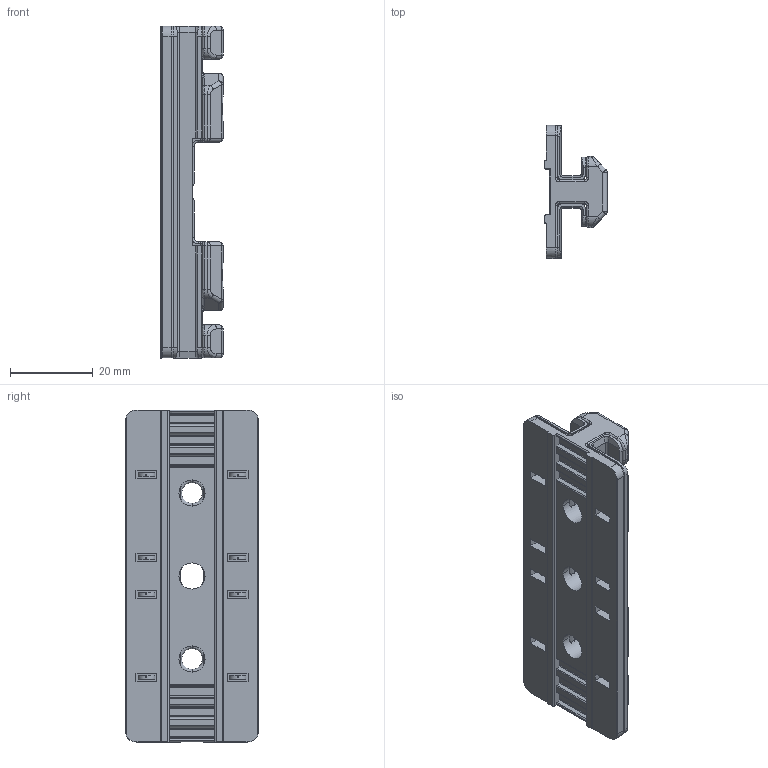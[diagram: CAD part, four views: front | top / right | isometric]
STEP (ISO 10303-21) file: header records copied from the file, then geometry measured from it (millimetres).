
FILE_DESCRIPTION(('CATIA V6 STEP','CAx-IF Rec.Pracs.--- Model Styling and Organization---1.5--- 2016-08-15','CAx-IF Rec.Pracs.---Supplemental Geometry---1.0---2011-11-01','CAx-IF Rec.Pracs.--- Composite Materials ---1.1---2010-07-15','CAx-IF Rec.Pracs.---External References---2.1---2005-01-19'),'2;1');
FILE_NAME('5537T293_Rep.stp','2020-03-22T23:56:19+00:00',('Michael Balsamo'),('Creator, Inc.'),'3DEXPERIENCE Platform3DEXPERIENCE R2020x HotFix 2.3','3DEXPERIENCE Platform STEP AP214 v1','opyright Creator, Inc., 2020. Licensed under CERN-OHL-P v2.');
FILE_SCHEMA(('AUTOMOTIVE_DESIGN { 1 0 10303 214 1 1 1 1 }'));
Length unit declared in the file: millimetre
Products named in the file (1): 5537T293
Bounding box: 15 x 32 x 80 mm (x, y, z)
Volume: 14056.7 mm3; surface area: 16377.7 mm2
Topology: 5 solids, 5 shells, 553 faces, 1478 edges, 922 vertices
Faces by surface type: cylinder 224, plane 217, bspline 104, cone 8
Entity records: 19858 total; most frequent: CARTESIAN_POINT 8253, ORIENTED_EDGE 2940, DIRECTION 1604, EDGE_CURVE 1470, VERTEX_POINT 922, VECTOR 816, LINE 816, EDGE_LOOP 582
